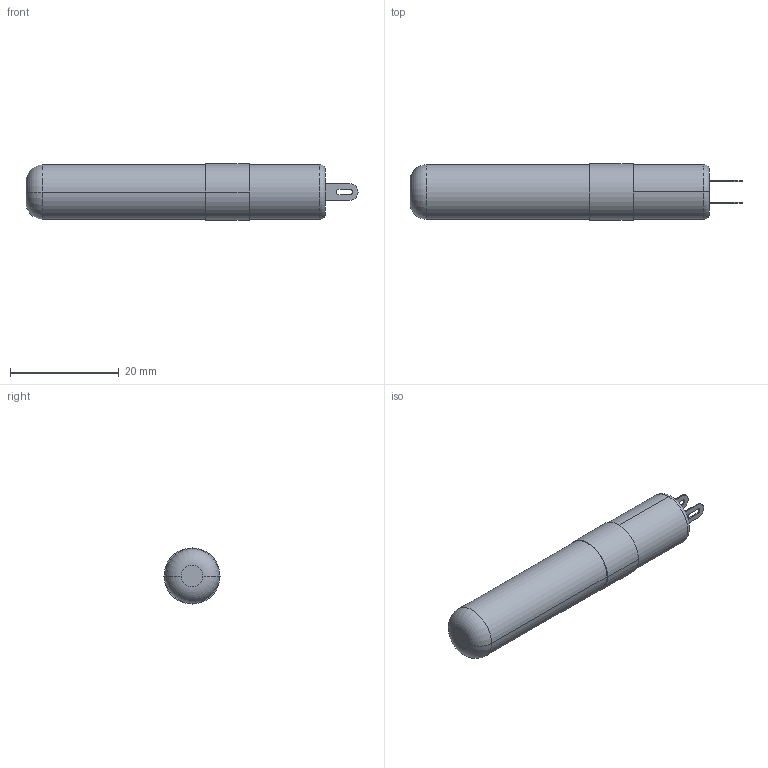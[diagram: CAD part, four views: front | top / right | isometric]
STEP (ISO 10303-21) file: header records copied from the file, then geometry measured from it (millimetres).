
FILE_DESCRIPTION (( 'STEP AP214' ), '1' );
FILE_NAME ('67FBBA7E-F9FB-4564-BD65-889C351E4B93.STEP', '2024-06-07T11:26:56', ( '' ), ( '' ), 'SwSTEP 2.0', 'SolidWorks 2022', '' );
FILE_SCHEMA (( 'AUTOMOTIVE_DESIGN' ));
Length unit declared in the file: millimetre
Products named in the file (1): 67FBBA7E-F9FB-4564-BD65-889C351E4B93
Bounding box: 61 x 10.3 x 10.3 mm (x, y, z)
Volume: 4304.7 mm3; surface area: 1907.8 mm2
Topology: 1 solids, 1 shells, 34 faces, 80 edges, 52 vertices
Faces by surface type: plane 16, cylinder 14, torus 4
Entity records: 1272 total; most frequent: DIRECTION 186, CARTESIAN_POINT 167, ORIENTED_EDGE 160, EDGE_CURVE 80, AXIS2_PLACEMENT_3D 71, VERTEX_POINT 52, VECTOR 44, LINE 44
